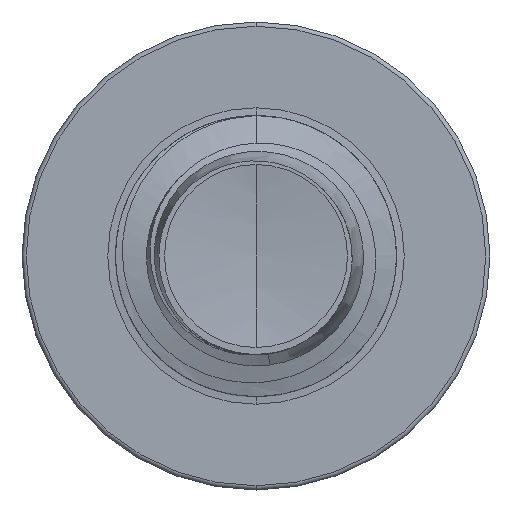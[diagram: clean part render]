
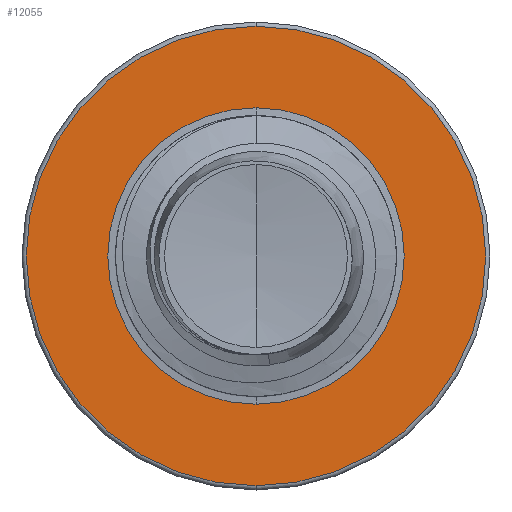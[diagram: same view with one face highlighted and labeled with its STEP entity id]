
A CAD part, front view. The second image highlights one B-rep face of the part: STEP entity #12055.
In plain terms, the highlighted planar face has unit normal (0, -1, 0).
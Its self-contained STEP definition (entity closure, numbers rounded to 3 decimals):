
#45 = EDGE_CURVE ( 'NONE', #9922, #13783, #18560, .T. ) ;
#192 = CARTESIAN_POINT ( 'NONE',  ( 0., 12.5, -2.375 ) ) ;
#753 = ORIENTED_EDGE ( 'NONE', *, *, #6642, .T. ) ;
#804 = AXIS2_PLACEMENT_3D ( 'NONE', #7992, #21695, #10028 ) ;
#1727 = DIRECTION ( 'NONE',  ( 0., 1., 0. ) ) ;
#2231 = DIRECTION ( 'NONE',  ( 0., 1., 0. ) ) ;
#2340 = AXIS2_PLACEMENT_3D ( 'NONE', #14080, #2231, #16026 ) ;
#3419 = CARTESIAN_POINT ( 'NONE',  ( 0., 12.5, -3.682 ) ) ;
#4022 = DIRECTION ( 'NONE',  ( 0., 0., 1. ) ) ;
#4282 = PLANE ( 'NONE',  #22922 ) ;
#4355 = AXIS2_PLACEMENT_3D ( 'NONE', #7670, #10083, #4022 ) ;
#4952 = ORIENTED_EDGE ( 'NONE', *, *, #6288, .F. ) ;
#6211 = FACE_OUTER_BOUND ( 'NONE', #12772, .T. ) ;
#6246 = CARTESIAN_POINT ( 'NONE',  ( 0., 12.5, -2.375 ) ) ;
#6288 = EDGE_CURVE ( 'NONE', #18583, #9127, #11497, .T. ) ;
#6522 = CIRCLE ( 'NONE', #2340, 3.683 ) ;
#6642 = EDGE_CURVE ( 'NONE', #13783, #9922, #21258, .T. ) ;
#7670 = CARTESIAN_POINT ( 'NONE',  ( 0., 12.5, 0. ) ) ;
#7992 = CARTESIAN_POINT ( 'NONE',  ( 0., 12.5, 0. ) ) ;
#8207 = DIRECTION ( 'NONE',  ( 0., 1., 0. ) ) ;
#9127 = VERTEX_POINT ( 'NONE', #15491 ) ;
#9922 = VERTEX_POINT ( 'NONE', #17565 ) ;
#10028 = DIRECTION ( 'NONE',  ( 0., 0., 1. ) ) ;
#10083 = DIRECTION ( 'NONE',  ( 0., 1., 0. ) ) ;
#10716 = EDGE_CURVE ( 'NONE', #9127, #18583, #6522, .T. ) ;
#11497 = CIRCLE ( 'NONE', #17177, 3.683 ) ;
#12055 = ADVANCED_FACE ( 'NONE', ( #6211, #21813 ), #4282, .F. ) ;
#12772 = EDGE_LOOP ( 'NONE', ( #17433, #4952 ) ) ;
#13595 = CARTESIAN_POINT ( 'NONE',  ( 0., 12.5, 0. ) ) ;
#13783 = VERTEX_POINT ( 'NONE', #6246 ) ;
#14080 = CARTESIAN_POINT ( 'NONE',  ( 0., 12.5, 0. ) ) ;
#14913 = ORIENTED_EDGE ( 'NONE', *, *, #45, .T. ) ;
#15491 = CARTESIAN_POINT ( 'NONE',  ( 0., 12.5, 3.683 ) ) ;
#15535 = DIRECTION ( 'NONE',  ( 0., 0., 1. ) ) ;
#16026 = DIRECTION ( 'NONE',  ( 0., 0., 1. ) ) ;
#17177 = AXIS2_PLACEMENT_3D ( 'NONE', #13595, #1727, #15535 ) ;
#17433 = ORIENTED_EDGE ( 'NONE', *, *, #10716, .F. ) ;
#17565 = CARTESIAN_POINT ( 'NONE',  ( 0., 12.5, 2.375 ) ) ;
#18560 = CIRCLE ( 'NONE', #4355, 2.375 ) ;
#18583 = VERTEX_POINT ( 'NONE', #3419 ) ;
#21184 = EDGE_LOOP ( 'NONE', ( #14913, #753 ) ) ;
#21258 = CIRCLE ( 'NONE', #804, 2.375 ) ;
#21695 = DIRECTION ( 'NONE',  ( 0., 1., 0. ) ) ;
#21813 = FACE_BOUND ( 'NONE', #21184, .T. ) ;
#21902 = DIRECTION ( 'NONE',  ( 0., 0., 1. ) ) ;
#22922 = AXIS2_PLACEMENT_3D ( 'NONE', #192, #8207, #21902 ) ;
